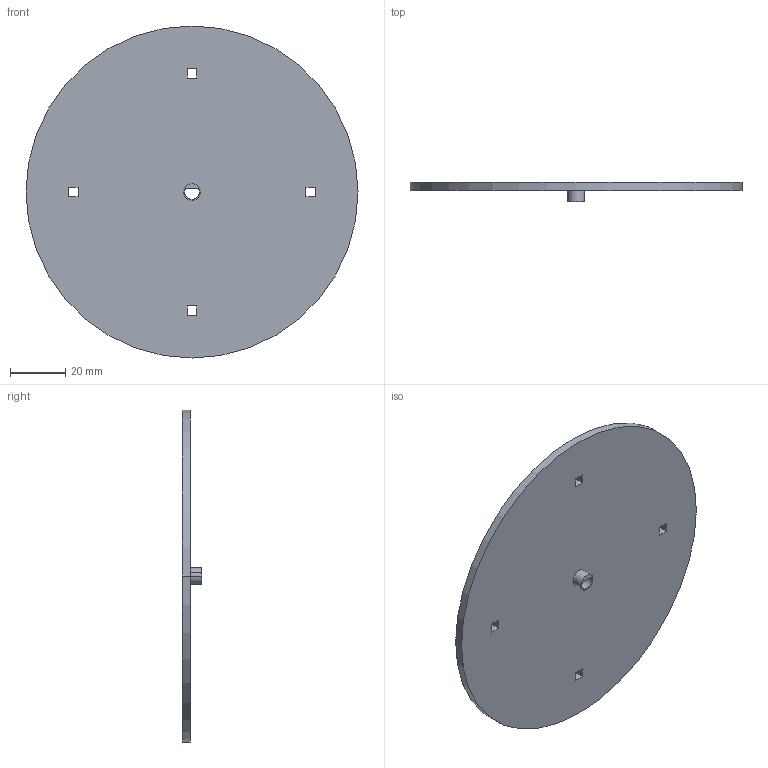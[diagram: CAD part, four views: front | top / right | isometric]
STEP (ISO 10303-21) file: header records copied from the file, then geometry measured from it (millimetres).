
FILE_DESCRIPTION (( 'STEP AP203' ), '1' );
FILE_NAME ('TS-Mass 2.0_Default_sldprt.STEP', '2021-11-16T21:53:39', ( '' ), ( '' ), 'SwSTEP 2.0', 'SolidWorks 2021', '' );
FILE_SCHEMA (( 'CONFIG_CONTROL_DESIGN' ));
Length unit declared in the file: millimetre
Products named in the file (1): TS-Mass 2.0_Default_sldprt
Bounding box: 120 x 7.11 x 120 mm (x, y, z)
Volume: 33783.1 mm3; surface area: 23975.9 mm2
Topology: 1 solids, 1 shells, 27 faces, 72 edges, 48 vertices
Faces by surface type: plane 20, cylinder 7
Entity records: 937 total; most frequent: CARTESIAN_POINT 148, ORIENTED_EDGE 144, DIRECTION 142, EDGE_CURVE 72, VECTOR 58, LINE 58, VERTEX_POINT 48, AXIS2_PLACEMENT_3D 42
